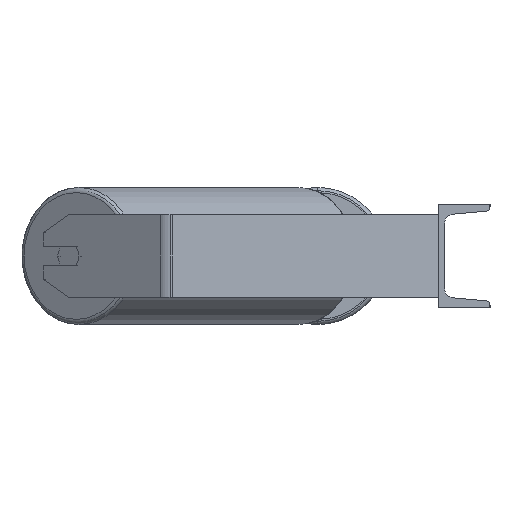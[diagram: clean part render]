
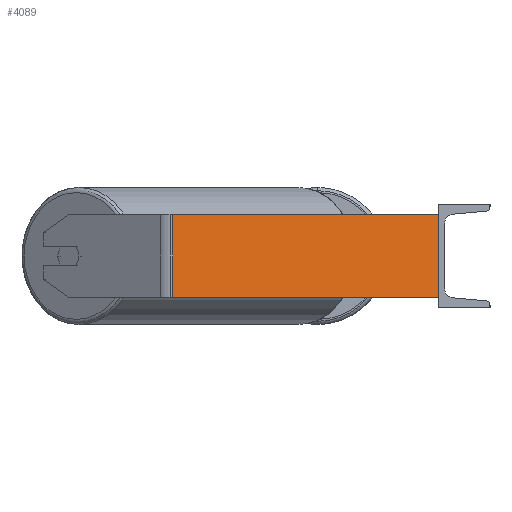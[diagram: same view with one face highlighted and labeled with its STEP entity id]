
A CAD part, left-side view. The second image highlights one B-rep face of the part: STEP entity #4089.
In plain terms, the highlighted planar face has unit normal (-0.985, -0.174, 0).
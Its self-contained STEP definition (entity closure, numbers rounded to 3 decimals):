
#259 = LINE ( 'NONE', #6736, #1642 ) ;
#469 = AXIS2_PLACEMENT_3D ( 'NONE', #5732, #8035, #1669 ) ;
#512 = VERTEX_POINT ( 'NONE', #1628 ) ;
#1628 = CARTESIAN_POINT ( 'NONE',  ( -585., 0., 40. ) ) ;
#1642 = VECTOR ( 'NONE', #5306, 1000. ) ;
#1658 = ORIENTED_EDGE ( 'NONE', *, *, #6138, .T. ) ;
#1669 = DIRECTION ( 'NONE',  ( -0.174, 0.985, 0. ) ) ;
#2250 = PLANE ( 'NONE',  #469 ) ;
#2325 = CARTESIAN_POINT ( 'NONE',  ( -631.551, 264.006, 40. ) ) ;
#2633 = DIRECTION ( 'NONE',  ( 0.174, -0.985, 0. ) ) ;
#2706 = CARTESIAN_POINT ( 'NONE',  ( -630.401, 257.479, 40. ) ) ;
#3414 = LINE ( 'NONE', #8217, #4638 ) ;
#3610 = VECTOR ( 'NONE', #2633, 1000. ) ;
#3868 = CARTESIAN_POINT ( 'NONE',  ( -585., 0., -40. ) ) ;
#4089 = ADVANCED_FACE ( 'NONE', ( #8462 ), #2250, .F. ) ;
#4638 = VECTOR ( 'NONE', #8918, 1000. ) ;
#4809 = CARTESIAN_POINT ( 'NONE',  ( -630.401, 257.479, 40. ) ) ;
#4899 = EDGE_CURVE ( 'NONE', #8757, #6673, #3414, .T. ) ;
#5306 = DIRECTION ( 'NONE',  ( 0., 0., -1. ) ) ;
#5494 = LINE ( 'NONE', #2706, #6124 ) ;
#5732 = CARTESIAN_POINT ( 'NONE',  ( -631.551, 264.006, 40. ) ) ;
#5860 = EDGE_CURVE ( 'NONE', #6142, #512, #7045, .T. ) ;
#6124 = VECTOR ( 'NONE', #8306, 1000. ) ;
#6138 = EDGE_CURVE ( 'NONE', #6142, #8757, #5494, .T. ) ;
#6142 = VERTEX_POINT ( 'NONE', #4809 ) ;
#6604 = EDGE_CURVE ( 'NONE', #512, #6673, #259, .T. ) ;
#6673 = VERTEX_POINT ( 'NONE', #3868 ) ;
#6736 = CARTESIAN_POINT ( 'NONE',  ( -585., 0., 40. ) ) ;
#7022 = EDGE_LOOP ( 'NONE', ( #8769, #7126, #8561, #1658 ) ) ;
#7045 = LINE ( 'NONE', #2325, #3610 ) ;
#7126 = ORIENTED_EDGE ( 'NONE', *, *, #6604, .F. ) ;
#7331 = CARTESIAN_POINT ( 'NONE',  ( -630.401, 257.479, -40. ) ) ;
#8035 = DIRECTION ( 'NONE',  ( 0.985, 0.174, 0. ) ) ;
#8217 = CARTESIAN_POINT ( 'NONE',  ( -631.551, 264.006, -40. ) ) ;
#8306 = DIRECTION ( 'NONE',  ( 0., 0., -1. ) ) ;
#8462 = FACE_OUTER_BOUND ( 'NONE', #7022, .T. ) ;
#8561 = ORIENTED_EDGE ( 'NONE', *, *, #5860, .F. ) ;
#8757 = VERTEX_POINT ( 'NONE', #7331 ) ;
#8769 = ORIENTED_EDGE ( 'NONE', *, *, #4899, .T. ) ;
#8918 = DIRECTION ( 'NONE',  ( 0.174, -0.985, 0. ) ) ;
